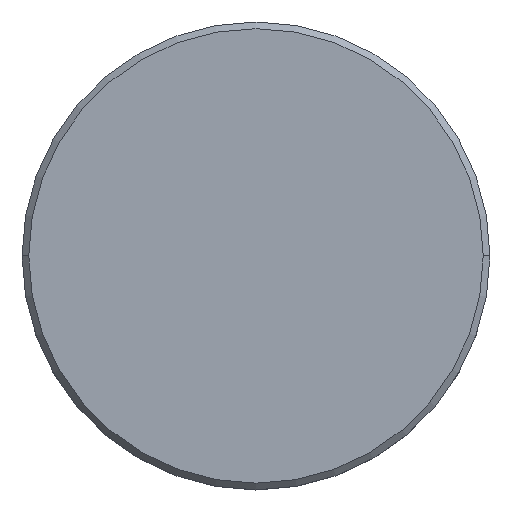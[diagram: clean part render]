
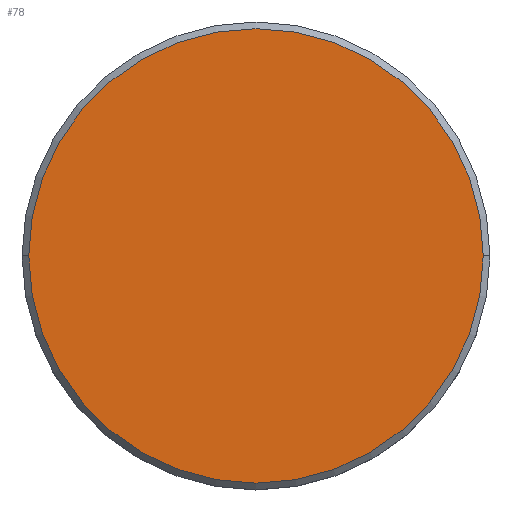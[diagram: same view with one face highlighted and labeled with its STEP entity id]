
A CAD part, top view. The second image highlights one B-rep face of the part: STEP entity #78.
In plain terms, the highlighted planar face has unit normal (0, 0, 1).
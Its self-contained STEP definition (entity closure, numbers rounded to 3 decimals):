
#29 = DIRECTION ( 'NONE',  ( 0., 0., 1. ) ) ;
#78 = ADVANCED_FACE ( 'NONE', ( #778 ), #227, .T. ) ;
#227 = PLANE ( 'NONE',  #485 ) ;
#306 = DIRECTION ( 'NONE',  ( 0., 0., 1. ) ) ;
#347 = AXIS2_PLACEMENT_3D ( 'NONE', #1169, #1178, #897 ) ;
#367 = CARTESIAN_POINT ( 'NONE',  ( 17., 0., 0. ) ) ;
#402 = CIRCLE ( 'NONE', #347, 17. ) ;
#409 = VERTEX_POINT ( 'NONE', #367 ) ;
#425 = ORIENTED_EDGE ( 'NONE', *, *, #494, .T. ) ;
#477 = ORIENTED_EDGE ( 'NONE', *, *, #803, .T. ) ;
#483 = CIRCLE ( 'NONE', #658, 17. ) ;
#485 = AXIS2_PLACEMENT_3D ( 'NONE', #636, #29, #1119 ) ;
#493 = CARTESIAN_POINT ( 'NONE',  ( 0., 0., 0. ) ) ;
#494 = EDGE_CURVE ( 'NONE', #409, #623, #483, .T. ) ;
#623 = VERTEX_POINT ( 'NONE', #956 ) ;
#636 = CARTESIAN_POINT ( 'NONE',  ( 0., 0., 0. ) ) ;
#658 = AXIS2_PLACEMENT_3D ( 'NONE', #493, #306, #942 ) ;
#691 = EDGE_LOOP ( 'NONE', ( #477, #425 ) ) ;
#778 = FACE_OUTER_BOUND ( 'NONE', #691, .T. ) ;
#803 = EDGE_CURVE ( 'NONE', #623, #409, #402, .T. ) ;
#897 = DIRECTION ( 'NONE',  ( 1., 0., 0. ) ) ;
#942 = DIRECTION ( 'NONE',  ( 1., 0., 0. ) ) ;
#956 = CARTESIAN_POINT ( 'NONE',  ( -17., 0., 0. ) ) ;
#1119 = DIRECTION ( 'NONE',  ( 1., 0., 0. ) ) ;
#1169 = CARTESIAN_POINT ( 'NONE',  ( 0., 0., 0. ) ) ;
#1178 = DIRECTION ( 'NONE',  ( 0., 0., 1. ) ) ;
